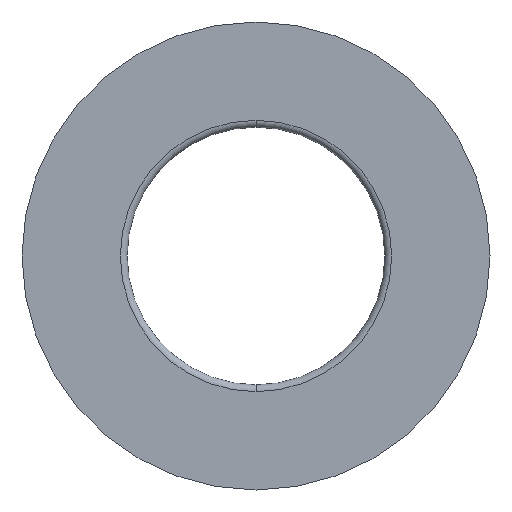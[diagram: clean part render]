
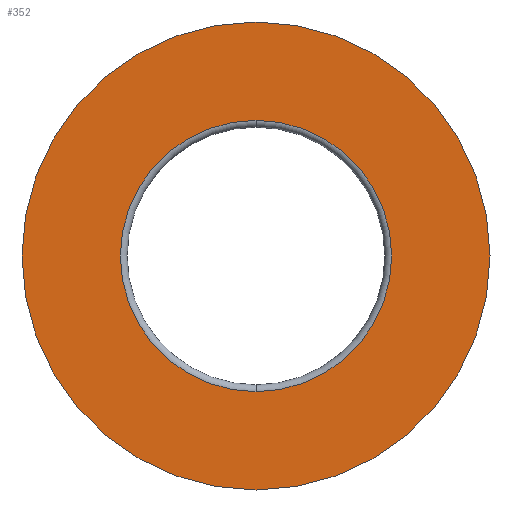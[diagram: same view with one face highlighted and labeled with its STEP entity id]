
A CAD part, front view. The second image highlights one B-rep face of the part: STEP entity #352.
In plain terms, the highlighted planar face has unit normal (0, -1, 0).
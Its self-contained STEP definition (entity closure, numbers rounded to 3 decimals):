
#18 = DIRECTION ( 'NONE',  ( 0., 0., 1. ) ) ;
#20 = DIRECTION ( 'NONE',  ( 0., 0., 1. ) ) ;
#38 = EDGE_LOOP ( 'NONE', ( #205, #360 ) ) ;
#51 = EDGE_CURVE ( 'NONE', #322, #222, #146, .T. ) ;
#62 = DIRECTION ( 'NONE',  ( 0., -1., 0. ) ) ;
#66 = AXIS2_PLACEMENT_3D ( 'NONE', #427, #62, #396 ) ;
#69 = CARTESIAN_POINT ( 'NONE',  ( 0., 0., 69. ) ) ;
#88 = DIRECTION ( 'NONE',  ( 0., 1., 0. ) ) ;
#93 = AXIS2_PLACEMENT_3D ( 'NONE', #280, #88, #18 ) ;
#119 = CARTESIAN_POINT ( 'NONE',  ( 0., 0., -40. ) ) ;
#121 = EDGE_CURVE ( 'NONE', #260, #298, #180, .T. ) ;
#134 = CARTESIAN_POINT ( 'NONE',  ( 0., 0., 0. ) ) ;
#142 = CARTESIAN_POINT ( 'NONE',  ( 0., 0., 0. ) ) ;
#146 = CIRCLE ( 'NONE', #309, 69. ) ;
#160 = DIRECTION ( 'NONE',  ( 0., 1., 0. ) ) ;
#164 = EDGE_LOOP ( 'NONE', ( #376, #431 ) ) ;
#180 = CIRCLE ( 'NONE', #398, 40. ) ;
#184 = FACE_OUTER_BOUND ( 'NONE', #38, .T. ) ;
#205 = ORIENTED_EDGE ( 'NONE', *, *, #51, .F. ) ;
#212 = EDGE_CURVE ( 'NONE', #222, #322, #316, .T. ) ;
#222 = VERTEX_POINT ( 'NONE', #387 ) ;
#237 = DIRECTION ( 'NONE',  ( 0., 0., 1. ) ) ;
#242 = DIRECTION ( 'NONE',  ( 0., 0., 1. ) ) ;
#247 = DIRECTION ( 'NONE',  ( 0., 1., 0. ) ) ;
#254 = FACE_BOUND ( 'NONE', #164, .T. ) ;
#259 = CARTESIAN_POINT ( 'NONE',  ( 0., 0., 40. ) ) ;
#260 = VERTEX_POINT ( 'NONE', #119 ) ;
#271 = EDGE_CURVE ( 'NONE', #298, #260, #378, .T. ) ;
#280 = CARTESIAN_POINT ( 'NONE',  ( 0., 0., 0. ) ) ;
#298 = VERTEX_POINT ( 'NONE', #259 ) ;
#309 = AXIS2_PLACEMENT_3D ( 'NONE', #134, #160, #237 ) ;
#310 = CARTESIAN_POINT ( 'NONE',  ( 0., 0., 0. ) ) ;
#316 = CIRCLE ( 'NONE', #93, 69. ) ;
#318 = AXIS2_PLACEMENT_3D ( 'NONE', #310, #247, #20 ) ;
#322 = VERTEX_POINT ( 'NONE', #69 ) ;
#328 = PLANE ( 'NONE',  #66 ) ;
#352 = ADVANCED_FACE ( 'NONE', ( #254, #184 ), #328, .T. ) ;
#360 = ORIENTED_EDGE ( 'NONE', *, *, #212, .F. ) ;
#376 = ORIENTED_EDGE ( 'NONE', *, *, #271, .T. ) ;
#378 = CIRCLE ( 'NONE', #318, 40. ) ;
#381 = DIRECTION ( 'NONE',  ( 0., 1., 0. ) ) ;
#387 = CARTESIAN_POINT ( 'NONE',  ( 0., 0., -69. ) ) ;
#396 = DIRECTION ( 'NONE',  ( 0., 0., -1. ) ) ;
#398 = AXIS2_PLACEMENT_3D ( 'NONE', #142, #381, #242 ) ;
#427 = CARTESIAN_POINT ( 'NONE',  ( -69., 0., 0. ) ) ;
#431 = ORIENTED_EDGE ( 'NONE', *, *, #121, .T. ) ;
